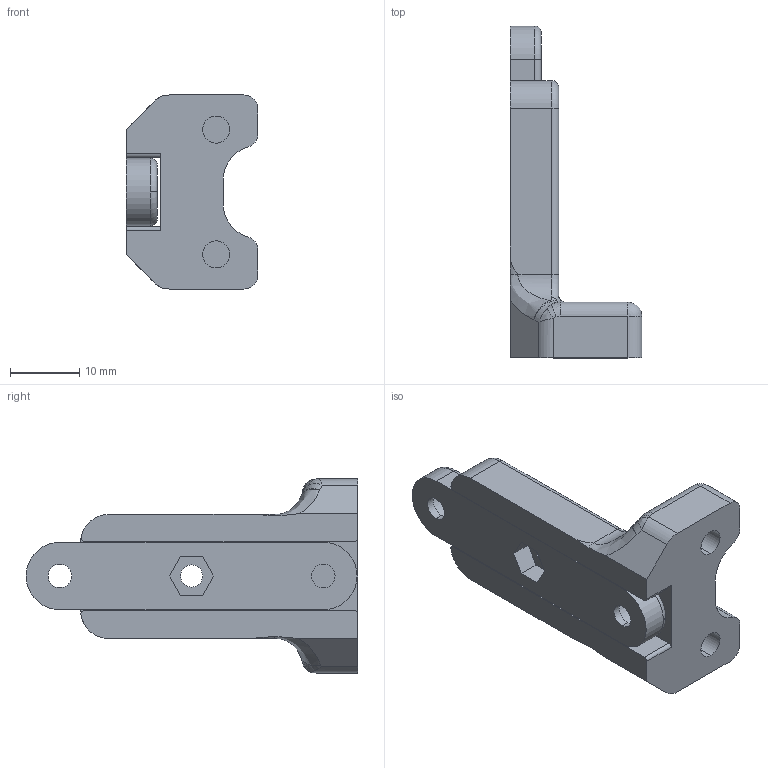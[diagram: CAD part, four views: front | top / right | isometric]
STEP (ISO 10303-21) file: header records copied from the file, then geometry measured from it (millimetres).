
FILE_DESCRIPTION (( 'STEP AP214' ), '1' );
FILE_NAME ('Touch_Sensor_Mount.STEP', '2024-06-20T07:58:47', ( '' ), ( '' ), 'SwSTEP 2.0', 'SolidWorks 2024', '' );
FILE_SCHEMA (( 'AUTOMOTIVE_DESIGN' ));
Length unit declared in the file: millimetre
Products named in the file (1): Touch_Sensor_Mount
Bounding box: 19 x 47.88 x 28 mm (x, y, z)
Volume: 6848.7 mm3; surface area: 4977.8 mm2
Topology: 2 solids, 2 shells, 113 faces, 276 edges, 168 vertices
Faces by surface type: cylinder 49, plane 35, bspline 16, torus 9, sphere 4
Entity records: 3808 total; most frequent: CARTESIAN_POINT 1178, DIRECTION 546, ORIENTED_EDGE 544, EDGE_CURVE 272, AXIS2_PLACEMENT_3D 214, VERTEX_POINT 168, EDGE_LOOP 126, LINE 118
